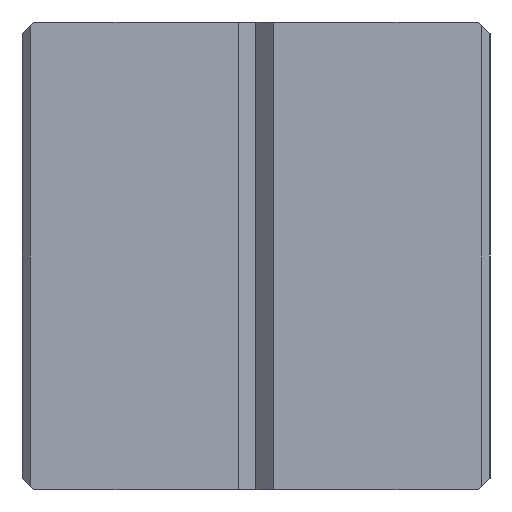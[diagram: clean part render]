
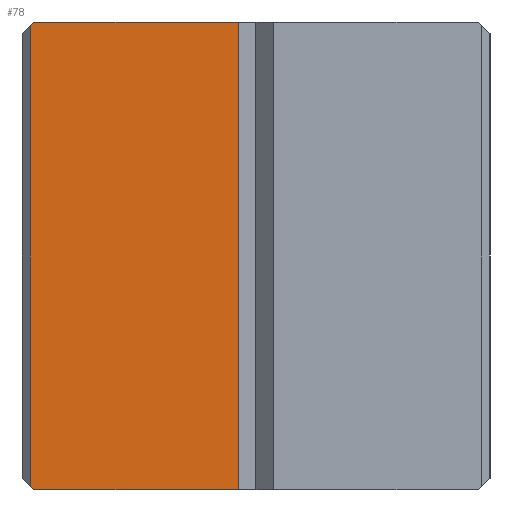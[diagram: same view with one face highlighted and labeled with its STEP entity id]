
A CAD part, left-side view. The second image highlights one B-rep face of the part: STEP entity #78.
In plain terms, the highlighted planar face has unit normal (-1, 0, 0).
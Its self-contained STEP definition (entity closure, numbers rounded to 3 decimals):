
#78 = ADVANCED_FACE( '', ( #127 ), #128, .F. );
#127 = FACE_OUTER_BOUND( '', #225, .T. );
#128 = PLANE( '', #226 );
#225 = EDGE_LOOP( '', ( #341, #342, #343, #344, #345, #346 ) );
#226 = AXIS2_PLACEMENT_3D( '', #347, #348, #349 );
#341 = ORIENTED_EDGE( '', *, *, #644, .F. );
#342 = ORIENTED_EDGE( '', *, *, #645, .T. );
#343 = ORIENTED_EDGE( '', *, *, #646, .T. );
#344 = ORIENTED_EDGE( '', *, *, #647, .T. );
#345 = ORIENTED_EDGE( '', *, *, #648, .T. );
#346 = ORIENTED_EDGE( '', *, *, #631, .F. );
#347 = CARTESIAN_POINT( '', ( -65., -20., 40. ) );
#348 = DIRECTION( '', ( 1., 0., 0. ) );
#349 = DIRECTION( '', ( 0., 0., -1. ) );
#631 = EDGE_CURVE( '', #727, #729, #730, .T. );
#644 = EDGE_CURVE( '', #752, #727, #754, .T. );
#645 = EDGE_CURVE( '', #752, #755, #756, .T. );
#646 = EDGE_CURVE( '', #755, #757, #758, .T. );
#647 = EDGE_CURVE( '', #757, #759, #760, .T. );
#648 = EDGE_CURVE( '', #759, #729, #761, .T. );
#727 = VERTEX_POINT( '', #885 );
#729 = VERTEX_POINT( '', #888 );
#730 = LINE( '', #889, #890 );
#752 = VERTEX_POINT( '', #921 );
#754 = LINE( '', #924, #925 );
#755 = VERTEX_POINT( '', #926 );
#756 = LINE( '', #927, #928 );
#757 = VERTEX_POINT( '', #929 );
#758 = LINE( '', #930, #931 );
#759 = VERTEX_POINT( '', #932 );
#760 = LINE( '', #933, #934 );
#761 = LINE( '', #935, #936 );
#885 = CARTESIAN_POINT( '', ( -65., 1.5, 0. ) );
#888 = CARTESIAN_POINT( '', ( -65., 19., 0. ) );
#889 = CARTESIAN_POINT( '', ( -65., -20., 0. ) );
#890 = VECTOR( '', #1127, 1000. );
#921 = CARTESIAN_POINT( '', ( -65., 1.5, 40. ) );
#924 = CARTESIAN_POINT( '', ( -65., 1.5, 40. ) );
#925 = VECTOR( '', #1144, 1000. );
#926 = CARTESIAN_POINT( '', ( -65., 19., 40. ) );
#927 = CARTESIAN_POINT( '', ( -65., -20., 40. ) );
#928 = VECTOR( '', #1145, 1000. );
#929 = CARTESIAN_POINT( '', ( -65., 19.3, 39.7 ) );
#930 = CARTESIAN_POINT( '', ( -65., 19., 40. ) );
#931 = VECTOR( '', #1146, 1000. );
#932 = CARTESIAN_POINT( '', ( -65., 19.3, 0.3 ) );
#933 = CARTESIAN_POINT( '', ( -65., 19.3, 1. ) );
#934 = VECTOR( '', #1147, 1000. );
#935 = CARTESIAN_POINT( '', ( -65., 19., 0. ) );
#936 = VECTOR( '', #1148, 1000. );
#1127 = DIRECTION( '', ( 0., 1., 0. ) );
#1144 = DIRECTION( '', ( 0., 0., -1. ) );
#1145 = DIRECTION( '', ( 0., 1., 0. ) );
#1146 = DIRECTION( '', ( 0., 0.707, -0.707 ) );
#1147 = DIRECTION( '', ( 0., 0., -1. ) );
#1148 = DIRECTION( '', ( 0., -0.707, -0.707 ) );
